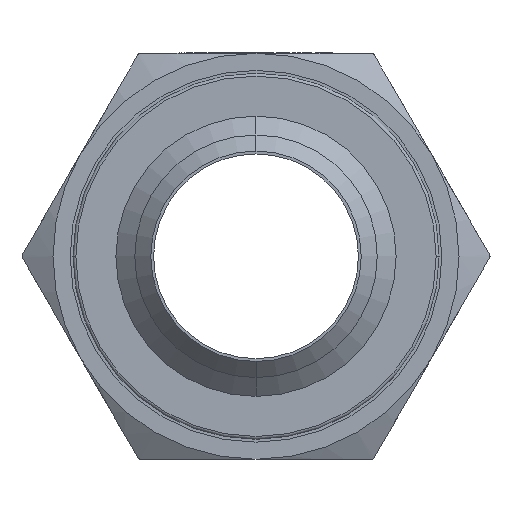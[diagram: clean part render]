
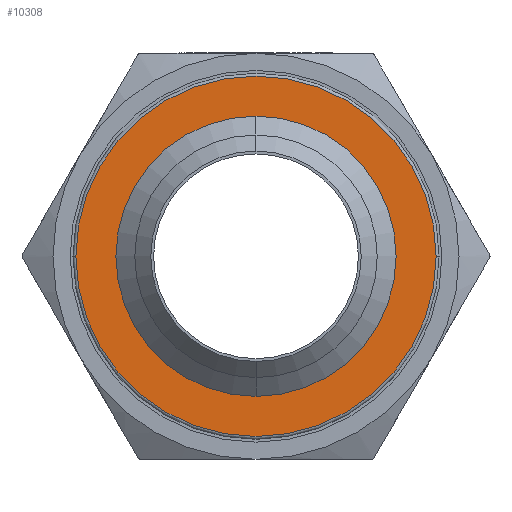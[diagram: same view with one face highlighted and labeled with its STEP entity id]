
A CAD part, left-side view. The second image highlights one B-rep face of the part: STEP entity #10308.
In plain terms, the highlighted planar face has unit normal (-1, 0, 0).
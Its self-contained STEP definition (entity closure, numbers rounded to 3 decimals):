
#532 = DIRECTION ( 'NONE',  ( 1., 0., 0. ) ) ;
#819 = ORIENTED_EDGE ( 'NONE', *, *, #9720, .F. ) ;
#1298 = CARTESIAN_POINT ( 'NONE',  ( -12.7, 0., 32. ) ) ;
#1378 = DIRECTION ( 'NONE',  ( 0., 1., 0. ) ) ;
#1502 = CARTESIAN_POINT ( 'NONE',  ( -12.7, 0., 0. ) ) ;
#2017 = CIRCLE ( 'NONE', #12448, 24.5 ) ;
#2308 = VERTEX_POINT ( 'NONE', #4649 ) ;
#3077 = AXIS2_PLACEMENT_3D ( 'NONE', #3527, #10600, #5518 ) ;
#3239 = CARTESIAN_POINT ( 'NONE',  ( -12.7, -31.5, 0. ) ) ;
#3431 = DIRECTION ( 'NONE',  ( 1., 0., 0. ) ) ;
#3527 = CARTESIAN_POINT ( 'NONE',  ( -12.7, 0., 0. ) ) ;
#3592 = DIRECTION ( 'NONE',  ( 0., 0., 1. ) ) ;
#4649 = CARTESIAN_POINT ( 'NONE',  ( -12.7, 31.5, 0. ) ) ;
#4684 = CARTESIAN_POINT ( 'NONE',  ( -12.7, 0., 24.5 ) ) ;
#5152 = VERTEX_POINT ( 'NONE', #3239 ) ;
#5388 = DIRECTION ( 'NONE',  ( -1., 0., 0. ) ) ;
#5418 = AXIS2_PLACEMENT_3D ( 'NONE', #1502, #7605, #3592 ) ;
#5518 = DIRECTION ( 'NONE',  ( 0., 0., -1. ) ) ;
#5549 = DIRECTION ( 'NONE',  ( 0., 0., -1. ) ) ;
#6331 = PLANE ( 'NONE',  #11096 ) ;
#6489 = CARTESIAN_POINT ( 'NONE',  ( -12.7, 0., -24.5 ) ) ;
#6939 = EDGE_CURVE ( 'NONE', #2308, #5152, #11974, .T. ) ;
#6998 = CIRCLE ( 'NONE', #5418, 24.5 ) ;
#7164 = FACE_BOUND ( 'NONE', #12803, .T. ) ;
#7493 = FACE_OUTER_BOUND ( 'NONE', #7980, .T. ) ;
#7538 = EDGE_CURVE ( 'NONE', #9436, #10877, #6998, .T. ) ;
#7605 = DIRECTION ( 'NONE',  ( -1., 0., 0. ) ) ;
#7740 = CARTESIAN_POINT ( 'NONE',  ( -12.7, 0., 0. ) ) ;
#7980 = EDGE_LOOP ( 'NONE', ( #819, #10674 ) ) ;
#8142 = EDGE_CURVE ( 'NONE', #10877, #9436, #2017, .T. ) ;
#8529 = CARTESIAN_POINT ( 'NONE',  ( -12.7, 0., 0. ) ) ;
#8661 = AXIS2_PLACEMENT_3D ( 'NONE', #7740, #532, #5549 ) ;
#9436 = VERTEX_POINT ( 'NONE', #4684 ) ;
#9566 = ORIENTED_EDGE ( 'NONE', *, *, #7538, .F. ) ;
#9720 = EDGE_CURVE ( 'NONE', #5152, #2308, #10939, .T. ) ;
#10308 = ADVANCED_FACE ( 'NONE', ( #7164, #7493 ), #6331, .F. ) ;
#10600 = DIRECTION ( 'NONE',  ( 1., 0., 0. ) ) ;
#10674 = ORIENTED_EDGE ( 'NONE', *, *, #6939, .F. ) ;
#10877 = VERTEX_POINT ( 'NONE', #6489 ) ;
#10939 = CIRCLE ( 'NONE', #3077, 31.5 ) ;
#11096 = AXIS2_PLACEMENT_3D ( 'NONE', #1298, #3431, #1378 ) ;
#11974 = CIRCLE ( 'NONE', #8661, 31.5 ) ;
#12448 = AXIS2_PLACEMENT_3D ( 'NONE', #8529, #5388, #12590 ) ;
#12525 = ORIENTED_EDGE ( 'NONE', *, *, #8142, .F. ) ;
#12590 = DIRECTION ( 'NONE',  ( 0., 0., 1. ) ) ;
#12803 = EDGE_LOOP ( 'NONE', ( #9566, #12525 ) ) ;
